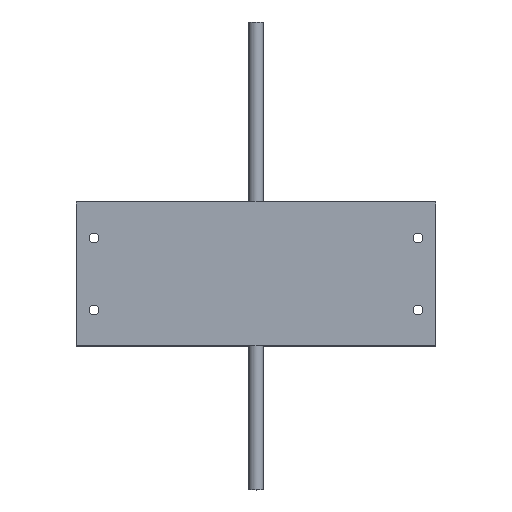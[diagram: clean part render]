
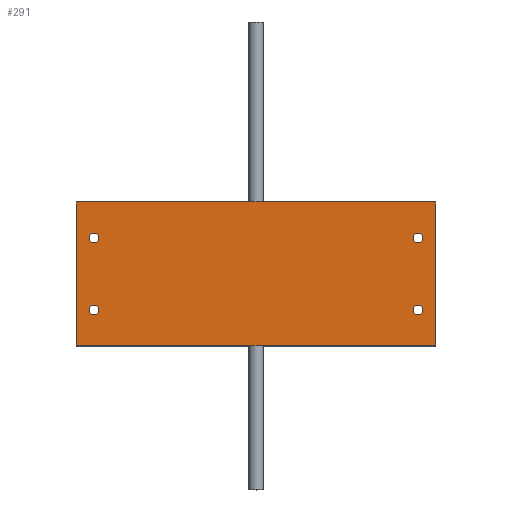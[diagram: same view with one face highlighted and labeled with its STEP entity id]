
A CAD part, top view. The second image highlights one B-rep face of the part: STEP entity #291.
In plain terms, the highlighted planar face has unit normal (0, 0, 1).
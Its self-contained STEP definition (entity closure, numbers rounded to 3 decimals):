
#15=FACE_BOUND('',#64,.T.);
#16=FACE_BOUND('',#65,.T.);
#17=FACE_BOUND('',#66,.T.);
#18=FACE_BOUND('',#67,.T.);
#31=PLANE('',#337);
#47=FACE_OUTER_BOUND('',#63,.T.);
#63=EDGE_LOOP('',(#251,#252,#253,#254,#255,#256));
#64=EDGE_LOOP('',(#257));
#65=EDGE_LOOP('',(#258));
#66=EDGE_LOOP('',(#259));
#67=EDGE_LOOP('',(#260));
#76=LINE('',#444,#98);
#77=LINE('',#447,#99);
#83=LINE('',#467,#105);
#84=LINE('',#470,#106);
#92=LINE('',#500,#114);
#94=LINE('',#503,#116);
#98=VECTOR('',#358,10.);
#99=VECTOR('',#361,10.);
#105=VECTOR('',#381,10.);
#106=VECTOR('',#384,10.);
#114=VECTOR('',#418,10.);
#116=VECTOR('',#422,10.);
#125=CIRCLE('',#324,2.75);
#127=CIRCLE('',#327,2.75);
#129=CIRCLE('',#330,2.75);
#131=CIRCLE('',#333,2.75);
#136=VERTEX_POINT('',#435);
#138=VERTEX_POINT('',#442);
#139=VERTEX_POINT('',#446);
#144=VERTEX_POINT('',#458);
#146=VERTEX_POINT('',#465);
#147=VERTEX_POINT('',#469);
#149=VERTEX_POINT('',#475);
#151=VERTEX_POINT('',#481);
#153=VERTEX_POINT('',#487);
#155=VERTEX_POINT('',#493);
#164=EDGE_CURVE('',#136,#138,#76,.T.);
#165=EDGE_CURVE('',#139,#136,#77,.T.);
#175=EDGE_CURVE('',#144,#146,#83,.T.);
#176=EDGE_CURVE('',#147,#144,#84,.T.);
#179=EDGE_CURVE('',#149,#149,#125,.T.);
#182=EDGE_CURVE('',#151,#151,#127,.T.);
#185=EDGE_CURVE('',#153,#153,#129,.T.);
#188=EDGE_CURVE('',#155,#155,#131,.T.);
#192=EDGE_CURVE('',#146,#139,#92,.T.);
#194=EDGE_CURVE('',#138,#147,#94,.T.);
#251=ORIENTED_EDGE('',*,*,#165,.T.);
#252=ORIENTED_EDGE('',*,*,#164,.T.);
#253=ORIENTED_EDGE('',*,*,#194,.T.);
#254=ORIENTED_EDGE('',*,*,#176,.T.);
#255=ORIENTED_EDGE('',*,*,#175,.T.);
#256=ORIENTED_EDGE('',*,*,#192,.T.);
#257=ORIENTED_EDGE('',*,*,#179,.T.);
#258=ORIENTED_EDGE('',*,*,#182,.T.);
#259=ORIENTED_EDGE('',*,*,#185,.T.);
#260=ORIENTED_EDGE('',*,*,#188,.T.);
#291=ADVANCED_FACE('',(#47,#15,#16,#17,#18),#31,.T.);
#324=AXIS2_PLACEMENT_3D('',#476,#389,#390);
#327=AXIS2_PLACEMENT_3D('',#482,#396,#397);
#330=AXIS2_PLACEMENT_3D('',#488,#403,#404);
#333=AXIS2_PLACEMENT_3D('',#494,#410,#411);
#337=AXIS2_PLACEMENT_3D('',#504,#423,#424);
#358=DIRECTION('',(-1.,0.,0.));
#361=DIRECTION('',(-1.,0.,0.));
#381=DIRECTION('',(1.,0.,0.));
#384=DIRECTION('',(1.,0.,0.));
#389=DIRECTION('center_axis',(0.,0.,-1.));
#390=DIRECTION('ref_axis',(-1.,0.,0.));
#396=DIRECTION('center_axis',(0.,0.,-1.));
#397=DIRECTION('ref_axis',(-1.,0.,0.));
#403=DIRECTION('center_axis',(0.,0.,-1.));
#404=DIRECTION('ref_axis',(-1.,0.,0.));
#410=DIRECTION('center_axis',(0.,0.,-1.));
#411=DIRECTION('ref_axis',(-1.,0.,0.));
#418=DIRECTION('',(0.,1.,0.));
#422=DIRECTION('',(0.,-1.,0.));
#423=DIRECTION('center_axis',(0.,0.,1.));
#424=DIRECTION('ref_axis',(1.,0.,0.));
#435=CARTESIAN_POINT('',(0.,40.,8.));
#442=CARTESIAN_POINT('',(-100.,40.,8.));
#444=CARTESIAN_POINT('',(-100.,40.,8.));
#446=CARTESIAN_POINT('',(100.,40.,8.));
#447=CARTESIAN_POINT('',(-100.,40.,8.));
#458=CARTESIAN_POINT('',(0.,-40.,8.));
#465=CARTESIAN_POINT('',(100.,-40.,8.));
#467=CARTESIAN_POINT('',(100.,-40.,8.));
#469=CARTESIAN_POINT('',(-100.,-40.,8.));
#470=CARTESIAN_POINT('',(100.,-40.,8.));
#475=CARTESIAN_POINT('',(92.75,20.,8.));
#476=CARTESIAN_POINT('Origin',(90.,20.,8.));
#481=CARTESIAN_POINT('',(92.75,-20.,8.));
#482=CARTESIAN_POINT('Origin',(90.,-20.,8.));
#487=CARTESIAN_POINT('',(-87.25,20.,8.));
#488=CARTESIAN_POINT('Origin',(-90.,20.,8.));
#493=CARTESIAN_POINT('',(-87.25,-20.,8.));
#494=CARTESIAN_POINT('Origin',(-90.,-20.,8.));
#500=CARTESIAN_POINT('',(100.,40.,8.));
#503=CARTESIAN_POINT('',(-100.,-40.,8.));
#504=CARTESIAN_POINT('Origin',(0.,0.,8.));
